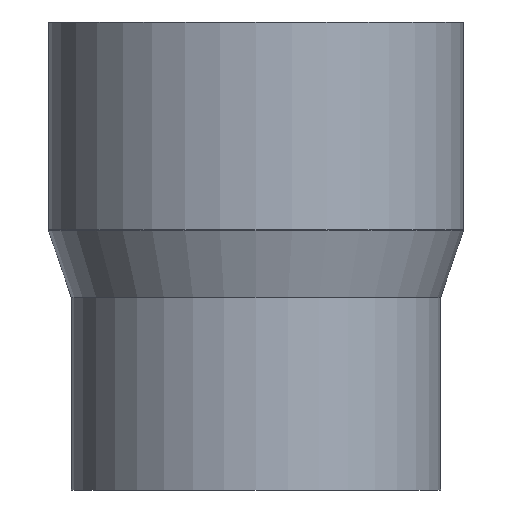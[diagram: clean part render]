
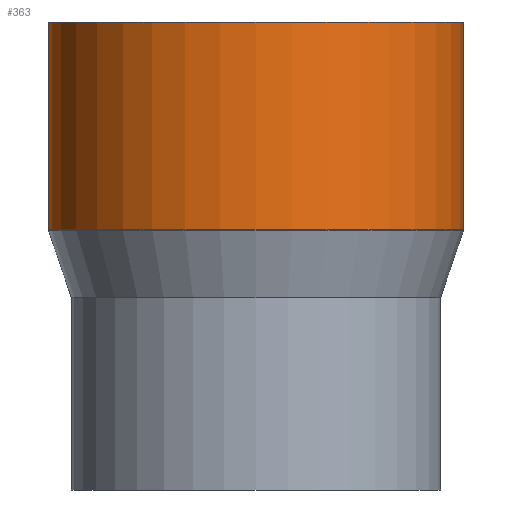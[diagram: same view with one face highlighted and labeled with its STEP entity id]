
A CAD part, front view. The second image highlights one B-rep face of the part: STEP entity #363.
In plain terms, the highlighted cylindrical face has radius 157.5 mm (diameter 315 mm), a partial arc.
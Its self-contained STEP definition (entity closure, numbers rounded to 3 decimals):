
#5 = CARTESIAN_POINT ( 'NONE',  ( -157.5, 0., 22.774 ) ) ;
#17 = ORIENTED_EDGE ( 'NONE', *, *, #248, .F. ) ;
#21 = ORIENTED_EDGE ( 'NONE', *, *, #47, .F. ) ;
#47 = EDGE_CURVE ( 'NONE', #79, #266, #69, .T. ) ;
#51 = LINE ( 'NONE', #349, #305 ) ;
#63 = CARTESIAN_POINT ( 'NONE',  ( 157.5, 0., 180.44 ) ) ;
#69 = CIRCLE ( 'NONE', #211, 157.5 ) ;
#79 = VERTEX_POINT ( 'NONE', #595 ) ;
#86 = CYLINDRICAL_SURFACE ( 'NONE', #361, 157.5 ) ;
#124 = EDGE_CURVE ( 'NONE', #419, #519, #384, .T. ) ;
#146 = AXIS2_PLACEMENT_3D ( 'NONE', #179, #381, #276 ) ;
#154 = DIRECTION ( 'NONE',  ( 0., 0., -1. ) ) ;
#167 = CARTESIAN_POINT ( 'NONE',  ( 0., 0., -16.533 ) ) ;
#179 = CARTESIAN_POINT ( 'NONE',  ( 0., 0., 180.44 ) ) ;
#200 = VECTOR ( 'NONE', #154, 1000. ) ;
#211 = AXIS2_PLACEMENT_3D ( 'NONE', #437, #345, #239 ) ;
#239 = DIRECTION ( 'NONE',  ( -1., 0., 0. ) ) ;
#248 = EDGE_CURVE ( 'NONE', #419, #79, #618, .T. ) ;
#257 = DIRECTION ( 'NONE',  ( -1., 0., 0. ) ) ;
#266 = VERTEX_POINT ( 'NONE', #5 ) ;
#273 = ORIENTED_EDGE ( 'NONE', *, *, #124, .T. ) ;
#276 = DIRECTION ( 'NONE',  ( -1., 0., 0. ) ) ;
#281 = EDGE_LOOP ( 'NONE', ( #17, #273, #576, #21 ) ) ;
#305 = VECTOR ( 'NONE', #550, 1000. ) ;
#345 = DIRECTION ( 'NONE',  ( 0., 0., -1. ) ) ;
#349 = CARTESIAN_POINT ( 'NONE',  ( -157.5, 0., -16.533 ) ) ;
#358 = CARTESIAN_POINT ( 'NONE',  ( 157.5, 0., -16.533 ) ) ;
#361 = AXIS2_PLACEMENT_3D ( 'NONE', #167, #431, #257 ) ;
#362 = FACE_OUTER_BOUND ( 'NONE', #281, .T. ) ;
#363 = ADVANCED_FACE ( 'NONE', ( #362 ), #86, .T. ) ;
#381 = DIRECTION ( 'NONE',  ( 0., 0., -1. ) ) ;
#384 = CIRCLE ( 'NONE', #146, 157.5 ) ;
#419 = VERTEX_POINT ( 'NONE', #63 ) ;
#431 = DIRECTION ( 'NONE',  ( 0., 0., -1. ) ) ;
#437 = CARTESIAN_POINT ( 'NONE',  ( 0., 0., 22.774 ) ) ;
#519 = VERTEX_POINT ( 'NONE', #599 ) ;
#550 = DIRECTION ( 'NONE',  ( 0., 0., -1. ) ) ;
#552 = EDGE_CURVE ( 'NONE', #519, #266, #51, .T. ) ;
#576 = ORIENTED_EDGE ( 'NONE', *, *, #552, .T. ) ;
#595 = CARTESIAN_POINT ( 'NONE',  ( 157.5, 0., 22.774 ) ) ;
#599 = CARTESIAN_POINT ( 'NONE',  ( -157.5, 0., 180.44 ) ) ;
#618 = LINE ( 'NONE', #358, #200 ) ;
